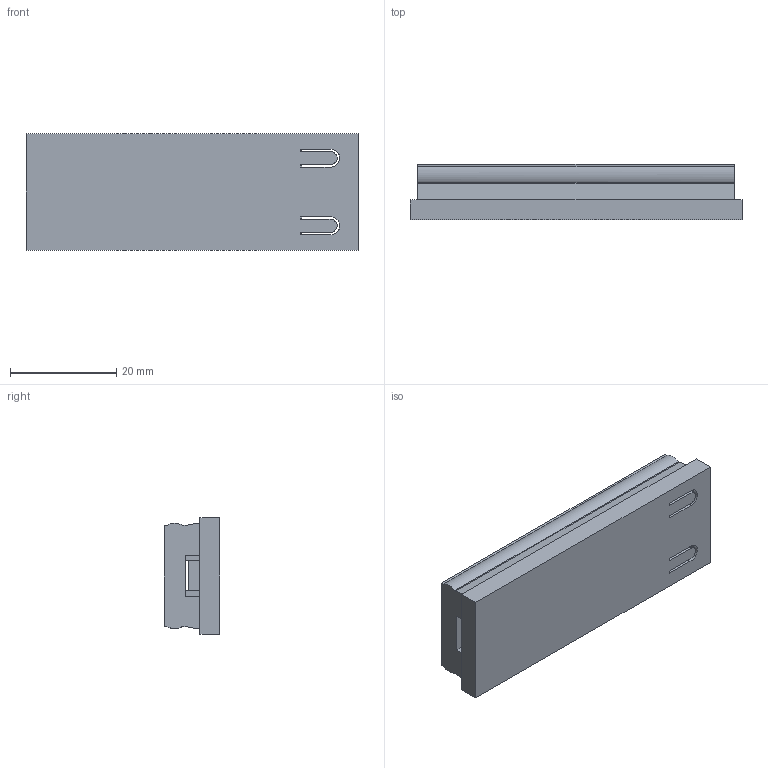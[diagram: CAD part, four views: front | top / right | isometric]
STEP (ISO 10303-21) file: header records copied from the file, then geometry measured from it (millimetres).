
FILE_DESCRIPTION(/* description */ (''),/* implementation_level */ '2;1');
FILE_NAME(/* name */ 'Lid.step',/* time_stamp */ '2025-12-14T20:58:35Z',/* author */ (''),/* organization */ (''),/* preprocessor_version */ 'ST-DEVELOPER v20.1',/* originating_system */ 'Autodesk Translation Framework v14.21.0.0',/* authorisation */ '');
FILE_SCHEMA (('AUTOMOTIVE_DESIGN { 1 0 10303 214 3 1 1 }'));
Length unit declared in the file: millimetre
Products named in the file (1): Lid
Bounding box: 62.5 x 10.5 x 22 mm (x, y, z)
Volume: 5345.7 mm3; surface area: 6068.3 mm2
Topology: 2 solids, 2 shells, 106 faces, 297 edges, 193 vertices
Faces by surface type: plane 88, cylinder 12, bspline 6
Full cylindrical faces by diameter (mm): 1.41 x2
Entity records: 3495 total; most frequent: CARTESIAN_POINT 733, ORIENTED_EDGE 594, DIRECTION 525, EDGE_CURVE 297, LINE 255, VECTOR 255, VERTEX_POINT 193, AXIS2_PLACEMENT_3D 135
